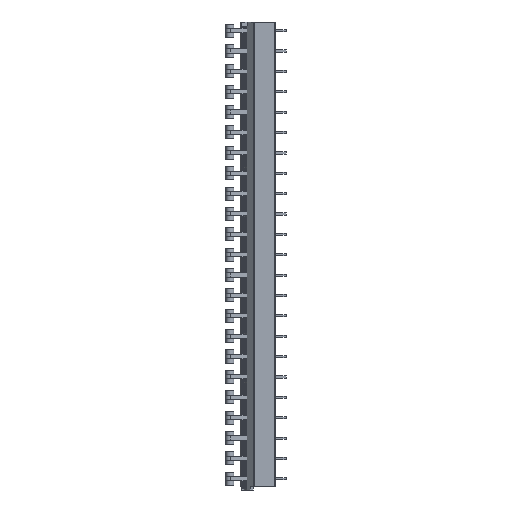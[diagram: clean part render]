
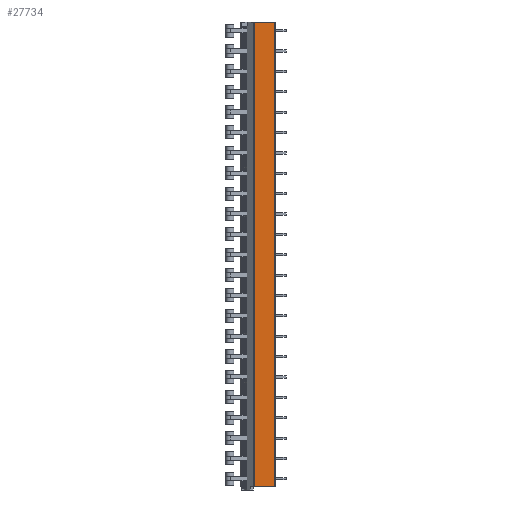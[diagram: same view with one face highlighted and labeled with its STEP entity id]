
A CAD part, left-side view. The second image highlights one B-rep face of the part: STEP entity #27734.
In plain terms, the highlighted planar face has unit normal (-1, 0, 0).
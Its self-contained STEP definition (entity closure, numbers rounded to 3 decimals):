
#30=DIRECTION('',(0.,-1.,0.));
#31=VECTOR('',#30,7.471);
#32=CARTESIAN_POINT('',(0.,7.671,-167.8));
#33=LINE('',#32,#31);
#310=DIRECTION('',(0.,-1.,0.));
#311=VECTOR('',#310,7.471);
#312=CARTESIAN_POINT('',(0.,7.671,3.2));
#313=LINE('',#312,#311);
#707=DIRECTION('',(0.,0.,1.));
#708=VECTOR('',#707,171.);
#709=CARTESIAN_POINT('',(0.,7.671,-167.8));
#710=LINE('',#709,#708);
#711=DIRECTION('',(0.,0.,1.));
#712=VECTOR('',#711,171.);
#713=CARTESIAN_POINT('',(0.,0.2,-167.8));
#714=LINE('',#713,#712);
#22087=CARTESIAN_POINT('',(0.,7.671,-167.8));
#22089=VERTEX_POINT('',#22087);
#22090=CARTESIAN_POINT('',(0.,0.2,-167.8));
#22091=VERTEX_POINT('',#22090);
#22207=CARTESIAN_POINT('',(0.,7.671,3.2));
#22209=VERTEX_POINT('',#22207);
#22210=CARTESIAN_POINT('',(0.,0.2,3.2));
#22211=VERTEX_POINT('',#22210);
#27722=CARTESIAN_POINT('',(0.,7.671,-167.8));
#27723=DIRECTION('',(-1.,0.,0.));
#27724=DIRECTION('',(0.,-1.,0.));
#27725=AXIS2_PLACEMENT_3D('',#27722,#27723,#27724);
#27726=PLANE('',#27725);
#27727=ORIENTED_EDGE('',*,*,#27716,.T.);
#27728=ORIENTED_EDGE('',*,*,#27482,.T.);
#27730=ORIENTED_EDGE('',*,*,#27729,.F.);
#27731=ORIENTED_EDGE('',*,*,#27282,.F.);
#27732=EDGE_LOOP('',(#27727,#27728,#27730,#27731));
#27733=FACE_OUTER_BOUND('',#27732,.F.);
#27734=ADVANCED_FACE('',(#27733),#27726,.T.);
#27282=EDGE_CURVE('',#22089,#22091,#33,.T.);
#27482=EDGE_CURVE('',#22209,#22211,#313,.T.);
#27716=EDGE_CURVE('',#22089,#22209,#710,.T.);
#27729=EDGE_CURVE('',#22091,#22211,#714,.T.);
